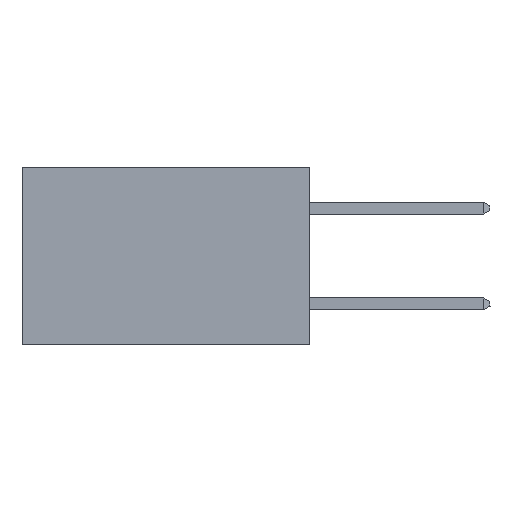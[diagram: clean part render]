
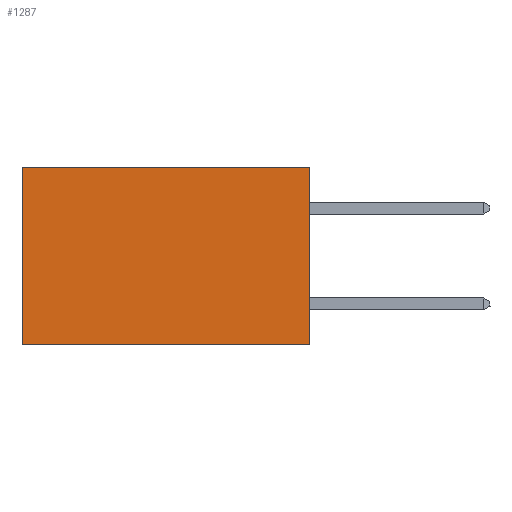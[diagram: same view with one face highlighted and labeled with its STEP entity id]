
A CAD part, left-side view. The second image highlights one B-rep face of the part: STEP entity #1287.
In plain terms, the highlighted planar face has unit normal (-1, 0, 0).
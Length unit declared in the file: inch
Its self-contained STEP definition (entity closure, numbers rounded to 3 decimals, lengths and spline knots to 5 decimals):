
#588 = FACE_OUTER_BOUND ( 'NONE', #14845, .T. ) ;
#1205 = PLANE ( 'NONE',  #5106 ) ;
#1232 = EDGE_CURVE ( 'NONE', #16705, #7862, #8614, .T. ) ;
#1287 = ADVANCED_FACE ( 'NONE', ( #588 ), #1205, .F. ) ;
#1386 = DIRECTION ( 'NONE',  ( 1., 0., 0. ) ) ;
#1659 = EDGE_CURVE ( 'NONE', #7862, #8232, #16178, .T. ) ;
#2138 = CARTESIAN_POINT ( 'NONE',  ( 0.2875, 0., 0. ) ) ;
#2638 = VECTOR ( 'NONE', #11160, 39.37008 ) ;
#3928 = DIRECTION ( 'NONE',  ( 0., 0., -1. ) ) ;
#3946 = DIRECTION ( 'NONE',  ( 0., 1., 0. ) ) ;
#3966 = CARTESIAN_POINT ( 'NONE',  ( 0.2875, 0., 0. ) ) ;
#4452 = LINE ( 'NONE', #12569, #11623 ) ;
#5106 = AXIS2_PLACEMENT_3D ( 'NONE', #2138, #1386, #9033 ) ;
#5723 = VECTOR ( 'NONE', #3946, 39.37008 ) ;
#5749 = EDGE_CURVE ( 'NONE', #11260, #8232, #4452, .T. ) ;
#6470 = LINE ( 'NONE', #6854, #2638 ) ;
#6853 = CARTESIAN_POINT ( 'NONE',  ( 0.2875, 0.6, -0.37 ) ) ;
#6854 = CARTESIAN_POINT ( 'NONE',  ( 0.2875, 0., 0. ) ) ;
#7365 = CARTESIAN_POINT ( 'NONE',  ( 0.2875, 0.6, 0. ) ) ;
#7862 = VERTEX_POINT ( 'NONE', #8852 ) ;
#8232 = VERTEX_POINT ( 'NONE', #6853 ) ;
#8588 = ORIENTED_EDGE ( 'NONE', *, *, #1232, .T. ) ;
#8614 = LINE ( 'NONE', #3966, #5723 ) ;
#8852 = CARTESIAN_POINT ( 'NONE',  ( 0.2875, 0.6, 0. ) ) ;
#9033 = DIRECTION ( 'NONE',  ( 0., 0., -1. ) ) ;
#9615 = ORIENTED_EDGE ( 'NONE', *, *, #5749, .F. ) ;
#10474 = ORIENTED_EDGE ( 'NONE', *, *, #1659, .T. ) ;
#10755 = ORIENTED_EDGE ( 'NONE', *, *, #11736, .F. ) ;
#11160 = DIRECTION ( 'NONE',  ( 0., 0., -1. ) ) ;
#11260 = VERTEX_POINT ( 'NONE', #13019 ) ;
#11623 = VECTOR ( 'NONE', #12594, 39.37008 ) ;
#11736 = EDGE_CURVE ( 'NONE', #16705, #11260, #6470, .T. ) ;
#12569 = CARTESIAN_POINT ( 'NONE',  ( 0.2875, 0., -0.37 ) ) ;
#12594 = DIRECTION ( 'NONE',  ( 0., 1., 0. ) ) ;
#12883 = VECTOR ( 'NONE', #3928, 39.37008 ) ;
#13019 = CARTESIAN_POINT ( 'NONE',  ( 0.2875, 0., -0.37 ) ) ;
#14845 = EDGE_LOOP ( 'NONE', ( #10474, #9615, #10755, #8588 ) ) ;
#15029 = CARTESIAN_POINT ( 'NONE',  ( 0.2875, 0., 0. ) ) ;
#16178 = LINE ( 'NONE', #7365, #12883 ) ;
#16705 = VERTEX_POINT ( 'NONE', #15029 ) ;
